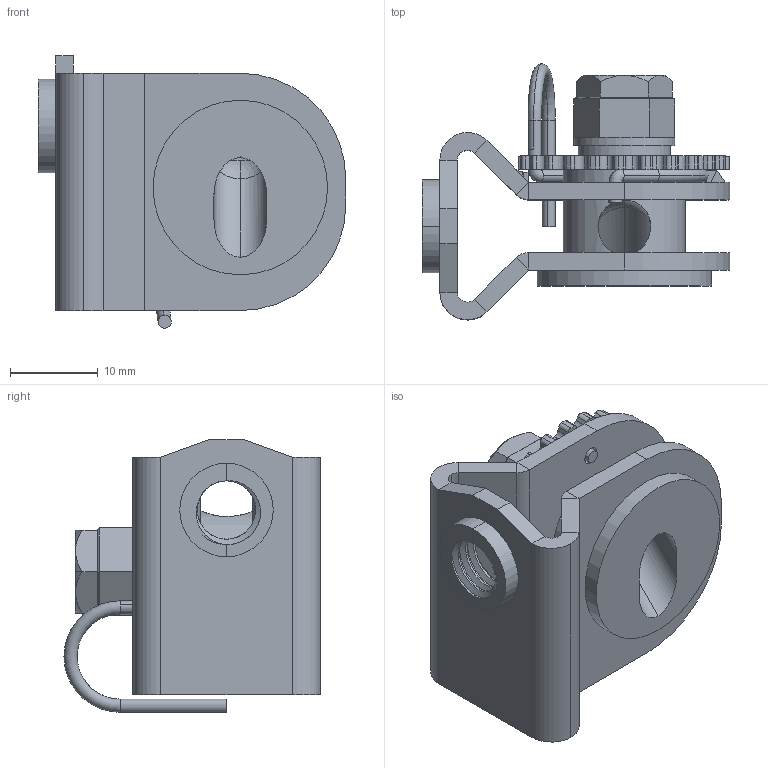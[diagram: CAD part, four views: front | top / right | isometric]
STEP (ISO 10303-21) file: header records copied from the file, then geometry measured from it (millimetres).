
FILE_DESCRIPTION(('STEP AP242'),'1');
FILE_NAME('tensioner_xy2cz210.stp','2019-07-17T08:50:01',('TraceParts'),('TraceParts S.A.'),'Spatial InterOp 3D',' ',' ');
FILE_SCHEMA(('AP242_MANAGED_MODEL_BASED_3D_ENGINEERING_MIM_LF {1 0 10303 442 1 1 4}'));
Length unit declared in the file: millimetre
Products named in the file (1): tensioner_xy2cz210_1
Bounding box: 35 x 29.15 x 31.02 mm (x, y, z)
Volume: 7167.1 mm3; surface area: 7583.9 mm2
Topology: 4 solids, 4 shells, 345 faces, 911 edges, 576 vertices
Faces by surface type: cylinder 188, plane 142, bspline 7, torus 4, sphere 2, cone 2
Entity records: 11911 total; most frequent: CARTESIAN_POINT 3127, DIRECTION 1920, ORIENTED_EDGE 1814, EDGE_CURVE 907, AXIS2_PLACEMENT_3D 711, VERTEX_POINT 576, LINE 498, VECTOR 498
